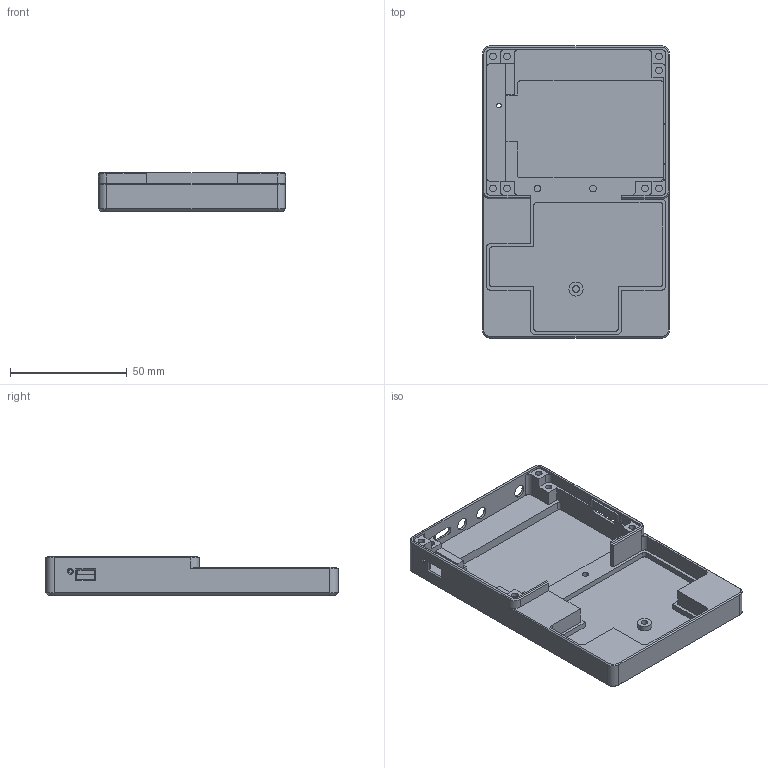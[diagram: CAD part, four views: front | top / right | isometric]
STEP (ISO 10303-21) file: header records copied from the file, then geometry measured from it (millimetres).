
FILE_DESCRIPTION(('FreeCAD Model'),'2;1');
FILE_NAME('Open CASCADE Shape Model','2024-12-14T11:16:54',(''),(''), 'Open CASCADE STEP processor 7.8','FreeCAD','Unknown');
FILE_SCHEMA(('AUTOMOTIVE_DESIGN { 1 0 10303 214 1 1 1 1 }'));
Length unit declared in the file: millimetre
Products named in the file (1): case
Bounding box: 80 x 125 x 16.5 mm (x, y, z)
Volume: 48219.4 mm3; surface area: 31704.5 mm2
Topology: 1 solids, 1 shells, 232 faces, 598 edges, 379 vertices
Faces by surface type: plane 127, cylinder 72, cone 27, bspline 6
Full cylindrical faces by diameter (mm): 1.5 x1, 2 x1, 2.8 x11, 5.5 x3, 6 x1
Entity records: 7191 total; most frequent: CARTESIAN_POINT 1398, DIRECTION 1207, ORIENTED_EDGE 1196, EDGE_CURVE 598, LINE 407, VECTOR 407, AXIS2_PLACEMENT_3D 400, VERTEX_POINT 379
